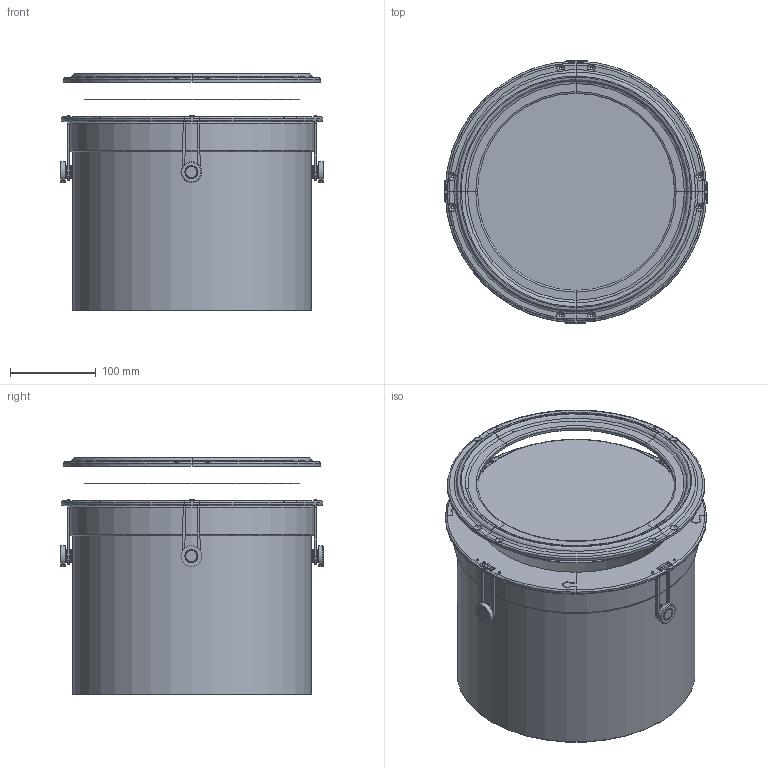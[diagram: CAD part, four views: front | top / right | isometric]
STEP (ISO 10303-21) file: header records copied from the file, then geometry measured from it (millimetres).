
FILE_DESCRIPTION(/* description */ (''),/* implementation_level */ '2;1');
FILE_NAME(/* name */ 'Dob 250 Solar Filter Holder.step',/* time_stamp */ '2023-07-15T16:42:38+02:00',/* author */ (''),/* organization */ (''),/* preprocessor_version */ 'ST-DEVELOPER v19.2',/* originating_system */ 'Autodesk Translation Framework v12.6.0.85',/* authorisation */ '');
FILE_SCHEMA (('AUTOMOTIVE_DESIGN { 1 0 10303 214 3 1 1 }'));
Length unit declared in the file: millimetre
Products named in the file (2): dob caro; Composant1
Assembly tree (4 placements, depth 2):
  dob caro
    Composant1  x4
Bounding box: 306 x 306 x 276.5 mm (x, y, z)
Volume: 653583.1 mm3; surface area: 673591.7 mm2
Topology: 22 solids, 22 shells, 1112 faces, 2824 edges, 1749 vertices
Faces by surface type: plane 573, cylinder 428, torus 55, bspline 32, cone 24
Full cylindrical faces by diameter (mm): 2.529 x48, 3 x8, 3.086 x24, 15.032 x4, 24.286 x4, 250 x1, 277 x1, 278 x1, 284 x1
Entity records: 38583 total; most frequent: CARTESIAN_POINT 20131, ORIENTED_EDGE 4094, DIRECTION 3485, EDGE_CURVE 2047, VERTEX_POINT 1323, AXIS2_PLACEMENT_3D 1297, LINE 891, VECTOR 891
